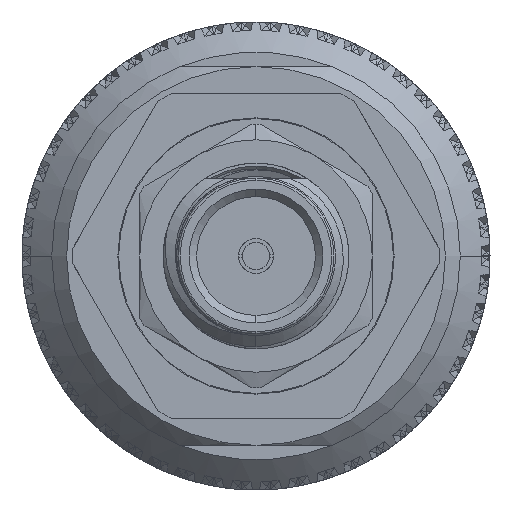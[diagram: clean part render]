
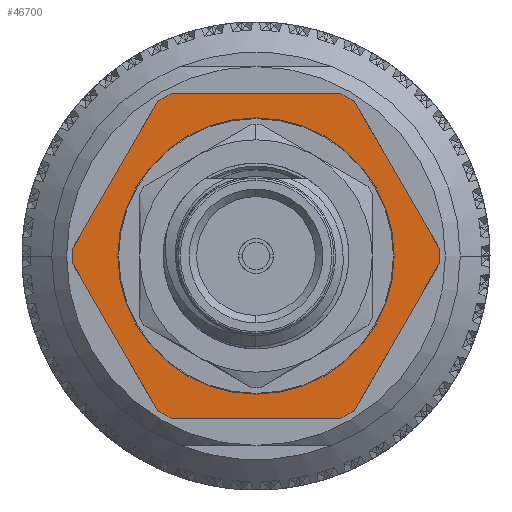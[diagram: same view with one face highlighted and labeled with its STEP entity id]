
A CAD part, left-side view. The second image highlights one B-rep face of the part: STEP entity #46700.
In plain terms, the highlighted face is planar.
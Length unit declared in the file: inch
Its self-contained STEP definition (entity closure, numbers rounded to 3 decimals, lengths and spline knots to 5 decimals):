
#895 = VECTOR ( 'NONE', #84100, 39.37008 ) ;
#1728 = CARTESIAN_POINT ( 'NONE',  ( -0.20805, 0.13247, 0. ) ) ;
#2333 = DIRECTION ( 'NONE',  ( 0.866, 0.5, 0. ) ) ;
#2953 = EDGE_CURVE ( 'NONE', #57652, #112867, #74368, .T. ) ;
#3512 = EDGE_CURVE ( 'NONE', #112867, #19653, #72844, .T. ) ;
#3514 = AXIS2_PLACEMENT_3D ( 'NONE', #89898, #6488, #34216 ) ;
#5709 = DIRECTION ( 'NONE',  ( 1., 0., 0. ) ) ;
#6002 = AXIS2_PLACEMENT_3D ( 'NONE', #53440, #118200, #33465 ) ;
#6488 = DIRECTION ( 'NONE',  ( 0., 0., 1. ) ) ;
#8597 = FACE_OUTER_BOUND ( 'NONE', #38355, .T. ) ;
#10612 = CARTESIAN_POINT ( 'NONE',  ( -0.186, 0., 0. ) ) ;
#11433 = DIRECTION ( 'NONE',  ( 1., 0., 0. ) ) ;
#11700 = EDGE_CURVE ( 'NONE', #27382, #113590, #25529, .T. ) ;
#11854 = AXIS2_PLACEMENT_3D ( 'NONE', #17516, #46488, #110903 ) ;
#12120 = CARTESIAN_POINT ( 'NONE',  ( -0.21875, -0.11394, 0. ) ) ;
#12874 = ORIENTED_EDGE ( 'NONE', *, *, #2953, .T. ) ;
#12941 = EDGE_CURVE ( 'NONE', #113590, #24604, #20939, .T. ) ;
#13043 = VERTEX_POINT ( 'NONE', #74161 ) ;
#13055 = EDGE_CURVE ( 'NONE', #56192, #27382, #64717, .T. ) ;
#15255 = CARTESIAN_POINT ( 'NONE',  ( 0., 0., 0. ) ) ;
#17227 = CARTESIAN_POINT ( 'NONE',  ( 0., 0., 0. ) ) ;
#17516 = CARTESIAN_POINT ( 'NONE',  ( 0., 0., 0. ) ) ;
#19077 = CARTESIAN_POINT ( 'NONE',  ( 0.21875, -0.1263, 0. ) ) ;
#19653 = VERTEX_POINT ( 'NONE', #91084 ) ;
#20097 = AXIS2_PLACEMENT_3D ( 'NONE', #38013, #57942, #11433 ) ;
#20939 = CIRCLE ( 'NONE', #65816, 0.24665 ) ;
#21786 = CIRCLE ( 'NONE', #101879, 0.24665 ) ;
#23401 = AXIS2_PLACEMENT_3D ( 'NONE', #71684, #62333, #5709 ) ;
#24574 = DIRECTION ( 'NONE',  ( 1., 0., 0. ) ) ;
#24604 = VERTEX_POINT ( 'NONE', #58744 ) ;
#25529 = LINE ( 'NONE', #32764, #104031 ) ;
#25960 = DIRECTION ( 'NONE',  ( 0., -1., 0. ) ) ;
#26477 = CIRCLE ( 'NONE', #36883, 0.186 ) ;
#26930 = VECTOR ( 'NONE', #93553, 39.37008 ) ;
#27382 = VERTEX_POINT ( 'NONE', #81892 ) ;
#27780 = CARTESIAN_POINT ( 'NONE',  ( 0.21875, 0.11394, 0. ) ) ;
#29798 = CARTESIAN_POINT ( 'NONE',  ( 0.0107, -0.24642, 0. ) ) ;
#32764 = CARTESIAN_POINT ( 'NONE',  ( 0.21875, 0.1263, 0. ) ) ;
#33465 = DIRECTION ( 'NONE',  ( 1., 0., 0. ) ) ;
#34041 = VERTEX_POINT ( 'NONE', #10612 ) ;
#34216 = DIRECTION ( 'NONE',  ( 1., 0., 0. ) ) ;
#34289 = CARTESIAN_POINT ( 'NONE',  ( 0., 0.25259, 0. ) ) ;
#35255 = AXIS2_PLACEMENT_3D ( 'NONE', #15255, #80413, #62553 ) ;
#35375 = LINE ( 'NONE', #34289, #96508 ) ;
#35941 = VERTEX_POINT ( 'NONE', #116933 ) ;
#36136 = CARTESIAN_POINT ( 'NONE',  ( -0.21875, -0.1263, 0. ) ) ;
#36713 = EDGE_CURVE ( 'NONE', #13043, #57652, #50948, .T. ) ;
#36883 = AXIS2_PLACEMENT_3D ( 'NONE', #17227, #80768, #90108 ) ;
#38013 = CARTESIAN_POINT ( 'NONE',  ( 0., 0., 0. ) ) ;
#38355 = EDGE_LOOP ( 'NONE', ( #96533, #64994, #60993, #80722, #93189, #60533, #86163, #83367, #12874, #44873, #77359, #106583 ) ) ;
#41357 = CARTESIAN_POINT ( 'NONE',  ( -0.21875, 0.11394, 0. ) ) ;
#41374 = EDGE_CURVE ( 'NONE', #68900, #13043, #96974, .T. ) ;
#44873 = ORIENTED_EDGE ( 'NONE', *, *, #3512, .T. ) ;
#44907 = VERTEX_POINT ( 'NONE', #41357 ) ;
#45739 = EDGE_CURVE ( 'NONE', #44907, #91740, #109111, .T. ) ;
#46488 = DIRECTION ( 'NONE',  ( 0., 0., 1. ) ) ;
#46700 = ADVANCED_FACE ( 'NONE', ( #111772, #8597 ), #108117, .T. ) ;
#47767 = CIRCLE ( 'NONE', #3514, 0.24665 ) ;
#49625 = VECTOR ( 'NONE', #2333, 39.37008 ) ;
#50948 = CIRCLE ( 'NONE', #35255, 0.24665 ) ;
#53440 = CARTESIAN_POINT ( 'NONE',  ( 0., 0., 0. ) ) ;
#56192 = VERTEX_POINT ( 'NONE', #27780 ) ;
#57336 = CARTESIAN_POINT ( 'NONE',  ( 0., -0.25259, 0. ) ) ;
#57652 = VERTEX_POINT ( 'NONE', #29798 ) ;
#57722 = ORIENTED_EDGE ( 'NONE', *, *, #116944, .F. ) ;
#57942 = DIRECTION ( 'NONE',  ( 0., 0., 1. ) ) ;
#58744 = CARTESIAN_POINT ( 'NONE',  ( -0.0107, 0.24642, 0. ) ) ;
#60533 = ORIENTED_EDGE ( 'NONE', *, *, #118976, .T. ) ;
#60993 = ORIENTED_EDGE ( 'NONE', *, *, #115263, .T. ) ;
#62333 = DIRECTION ( 'NONE',  ( 0., 0., 1. ) ) ;
#62391 = VERTEX_POINT ( 'NONE', #1728 ) ;
#62553 = DIRECTION ( 'NONE',  ( 1., 0., 0. ) ) ;
#64717 = CIRCLE ( 'NONE', #11854, 0.24665 ) ;
#64994 = ORIENTED_EDGE ( 'NONE', *, *, #12941, .T. ) ;
#65477 = EDGE_CURVE ( 'NONE', #34041, #35941, #114602, .T. ) ;
#65816 = AXIS2_PLACEMENT_3D ( 'NONE', #97394, #106635, #24574 ) ;
#65862 = DIRECTION ( 'NONE',  ( 1., 0., 0. ) ) ;
#68900 = VERTEX_POINT ( 'NONE', #119020 ) ;
#71684 = CARTESIAN_POINT ( 'NONE',  ( 0., 0., 0. ) ) ;
#72844 = CIRCLE ( 'NONE', #20097, 0.24665 ) ;
#74161 = CARTESIAN_POINT ( 'NONE',  ( -0.0107, -0.24642, 0. ) ) ;
#74368 = LINE ( 'NONE', #57336, #49625 ) ;
#77359 = ORIENTED_EDGE ( 'NONE', *, *, #100542, .T. ) ;
#80139 = VECTOR ( 'NONE', #25960, 39.37008 ) ;
#80413 = DIRECTION ( 'NONE',  ( 0., 0., 1. ) ) ;
#80722 = ORIENTED_EDGE ( 'NONE', *, *, #85089, .T. ) ;
#80768 = DIRECTION ( 'NONE',  ( 0., 0., 1. ) ) ;
#81892 = CARTESIAN_POINT ( 'NONE',  ( 0.20805, 0.13247, 0. ) ) ;
#83367 = ORIENTED_EDGE ( 'NONE', *, *, #36713, .T. ) ;
#84100 = DIRECTION ( 'NONE',  ( 0.866, -0.5, 0. ) ) ;
#85089 = EDGE_CURVE ( 'NONE', #62391, #44907, #47767, .T. ) ;
#86105 = CARTESIAN_POINT ( 'NONE',  ( 0., 0., 0. ) ) ;
#86163 = ORIENTED_EDGE ( 'NONE', *, *, #41374, .T. ) ;
#86597 = CARTESIAN_POINT ( 'NONE',  ( -0.21875, 0.1263, 0. ) ) ;
#89898 = CARTESIAN_POINT ( 'NONE',  ( 0., 0., 0. ) ) ;
#90108 = DIRECTION ( 'NONE',  ( 1., 0., 0. ) ) ;
#91084 = CARTESIAN_POINT ( 'NONE',  ( 0.21875, -0.11394, 0. ) ) ;
#91740 = VERTEX_POINT ( 'NONE', #12120 ) ;
#93189 = ORIENTED_EDGE ( 'NONE', *, *, #45739, .T. ) ;
#93553 = DIRECTION ( 'NONE',  ( 0., 1., 0. ) ) ;
#95454 = DIRECTION ( 'NONE',  ( 0., 0., 1. ) ) ;
#96508 = VECTOR ( 'NONE', #99679, 39.37008 ) ;
#96533 = ORIENTED_EDGE ( 'NONE', *, *, #11700, .T. ) ;
#96974 = LINE ( 'NONE', #36136, #895 ) ;
#97394 = CARTESIAN_POINT ( 'NONE',  ( 0., 0., 0. ) ) ;
#97805 = DIRECTION ( 'NONE',  ( -0.866, 0.5, 0. ) ) ;
#99679 = DIRECTION ( 'NONE',  ( -0.866, -0.5, 0. ) ) ;
#100542 = EDGE_CURVE ( 'NONE', #19653, #56192, #105392, .T. ) ;
#101879 = AXIS2_PLACEMENT_3D ( 'NONE', #86105, #95454, #65862 ) ;
#104031 = VECTOR ( 'NONE', #97805, 39.37008 ) ;
#104978 = EDGE_LOOP ( 'NONE', ( #57722, #107509 ) ) ;
#105392 = LINE ( 'NONE', #19077, #26930 ) ;
#106583 = ORIENTED_EDGE ( 'NONE', *, *, #13055, .T. ) ;
#106635 = DIRECTION ( 'NONE',  ( 0., 0., 1. ) ) ;
#107509 = ORIENTED_EDGE ( 'NONE', *, *, #65477, .F. ) ;
#108117 = PLANE ( 'NONE',  #6002 ) ;
#108927 = CARTESIAN_POINT ( 'NONE',  ( 0.20805, -0.13247, 0. ) ) ;
#109111 = LINE ( 'NONE', #86597, #80139 ) ;
#110903 = DIRECTION ( 'NONE',  ( 1., 0., 0. ) ) ;
#111772 = FACE_BOUND ( 'NONE', #104978, .T. ) ;
#112867 = VERTEX_POINT ( 'NONE', #108927 ) ;
#113437 = CARTESIAN_POINT ( 'NONE',  ( 0.0107, 0.24642, 0. ) ) ;
#113590 = VERTEX_POINT ( 'NONE', #113437 ) ;
#114602 = CIRCLE ( 'NONE', #23401, 0.186 ) ;
#115263 = EDGE_CURVE ( 'NONE', #24604, #62391, #35375, .T. ) ;
#116933 = CARTESIAN_POINT ( 'NONE',  ( 0.186, 0., 0. ) ) ;
#116944 = EDGE_CURVE ( 'NONE', #35941, #34041, #26477, .T. ) ;
#118200 = DIRECTION ( 'NONE',  ( 0., 0., 1. ) ) ;
#118976 = EDGE_CURVE ( 'NONE', #91740, #68900, #21786, .T. ) ;
#119020 = CARTESIAN_POINT ( 'NONE',  ( -0.20805, -0.13247, 0. ) ) ;
